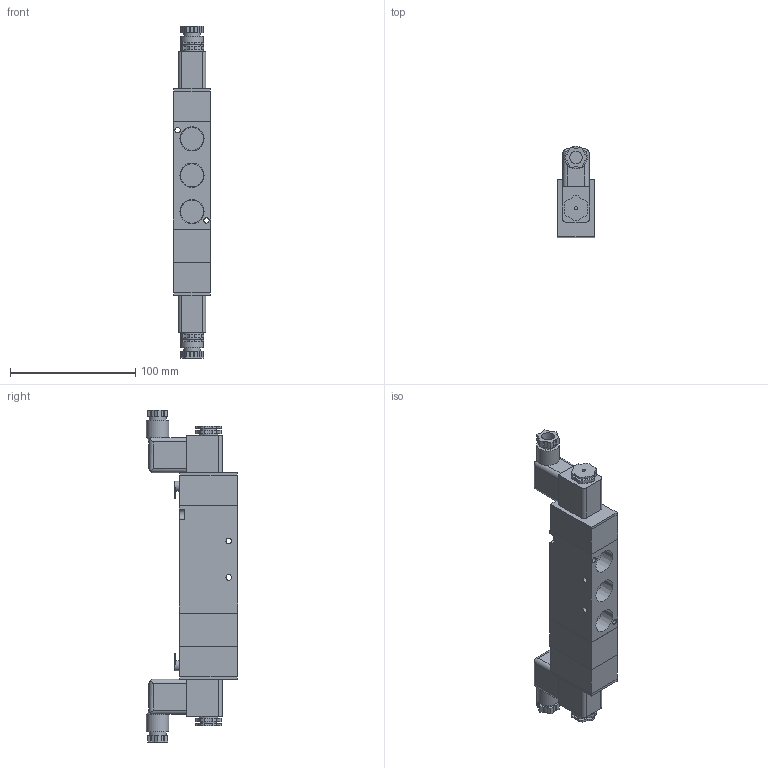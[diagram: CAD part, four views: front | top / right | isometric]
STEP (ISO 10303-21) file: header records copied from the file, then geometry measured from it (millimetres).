
FILE_DESCRIPTION( ( 'STEP AP203' ), '1' );
FILE_NAME( 'MVSC-460-4E2C-AC220.stp', '2020-06-23T12:08:20', ( 'License CC BY-ND 4.0' ), ( 'CADENAS' ), ' ', 'PARTsolutions', ' ' );
FILE_SCHEMA( ( 'CONFIG_CONTROL_DESIGN' ) );
Length unit declared in the file: millimetre
Products named in the file (1): _MVSC-460-4E2C-AC220
Bounding box: 30 x 72.7 x 264.7 mm (x, y, z)
Volume: 290020 mm3; surface area: 50631.6 mm2
Topology: 1 solids, 1 shells, 280 faces, 720 edges, 473 vertices
Faces by surface type: plane 179, cylinder 92, cone 7, torus 2
Full cylindrical faces by diameter (mm): 2.5 x2, 4.2 x2, 4.5 x2, 6 x2, 7 x2, 8 x2, 10 x2, 13.4 x2, 15 x2, 18 x2
Entity records: 8494 total; most frequent: CARTESIAN_POINT 1579, DIRECTION 1444, ORIENTED_EDGE 1372, EDGE_CURVE 686, AXIS2_PLACEMENT_3D 483, LINE 478, VECTOR 478, VERTEX_POINT 466
